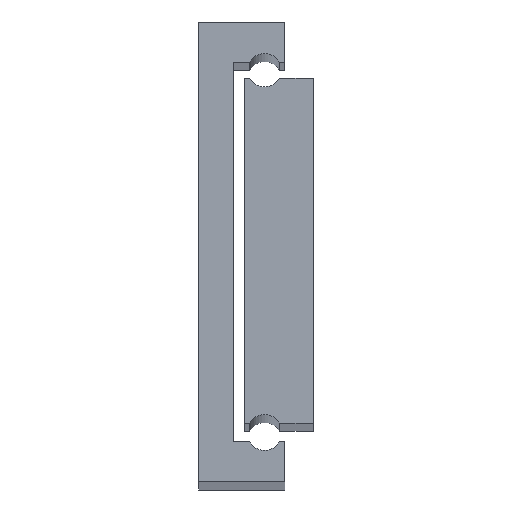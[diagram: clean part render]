
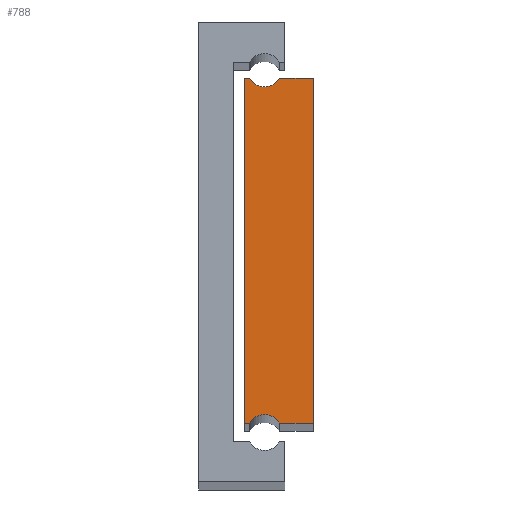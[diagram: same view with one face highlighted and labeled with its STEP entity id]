
A CAD part, top view. The second image highlights one B-rep face of the part: STEP entity #788.
In plain terms, the highlighted planar face has unit normal (0, 0, 1).
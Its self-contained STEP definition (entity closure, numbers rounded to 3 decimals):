
#4 = CARTESIAN_POINT ( 'NONE',  ( -4.071, 18.924, 400. ) ) ;
#128 = DIRECTION ( 'NONE',  ( 1., 0., 0. ) ) ;
#141 = CARTESIAN_POINT ( 'NONE',  ( 7.929, 78.924, 400. ) ) ;
#150 = DIRECTION ( 'NONE',  ( 1., 0., 0. ) ) ;
#245 = DIRECTION ( 'NONE',  ( 1., 0., 0. ) ) ;
#307 = CARTESIAN_POINT ( 'NONE',  ( 2.027, 78.924, 400. ) ) ;
#447 = VERTEX_POINT ( 'NONE', #1264 ) ;
#520 = VECTOR ( 'NONE', #1398, 1000. ) ;
#527 = CARTESIAN_POINT ( 'NONE',  ( 7.929, 18.924, 400. ) ) ;
#584 = ORIENTED_EDGE ( 'NONE', *, *, #1021, .T. ) ;
#648 = CARTESIAN_POINT ( 'NONE',  ( -0.571, 17.424, 400. ) ) ;
#663 = DIRECTION ( 'NONE',  ( -1., 0., 0. ) ) ;
#775 = VERTEX_POINT ( 'NONE', #2736 ) ;
#788 = ADVANCED_FACE ( 'NONE', ( #1509 ), #1968, .F. ) ;
#801 = AXIS2_PLACEMENT_3D ( 'NONE', #1212, #1444, #245 ) ;
#841 = CARTESIAN_POINT ( 'NONE',  ( -4.071, 78.924, 400. ) ) ;
#858 = VECTOR ( 'NONE', #2974, 1000. ) ;
#908 = EDGE_LOOP ( 'NONE', ( #2814, #2528, #2951, #2082, #1504, #2876, #584, #1960 ) ) ;
#929 = VECTOR ( 'NONE', #128, 1000. ) ;
#978 = CARTESIAN_POINT ( 'NONE',  ( -3.169, 78.924, 400. ) ) ;
#1014 = VERTEX_POINT ( 'NONE', #2898 ) ;
#1021 = EDGE_CURVE ( 'NONE', #2213, #775, #2175, .T. ) ;
#1074 = VECTOR ( 'NONE', #150, 1000. ) ;
#1212 = CARTESIAN_POINT ( 'NONE',  ( -0.571, 80.424, 400. ) ) ;
#1264 = CARTESIAN_POINT ( 'NONE',  ( 2.027, 18.924, 400. ) ) ;
#1274 = VECTOR ( 'NONE', #2625, 1000. ) ;
#1396 = VERTEX_POINT ( 'NONE', #2808 ) ;
#1398 = DIRECTION ( 'NONE',  ( -1., 0., 0. ) ) ;
#1421 = DIRECTION ( 'NONE',  ( 0., -1., 0. ) ) ;
#1441 = CARTESIAN_POINT ( 'NONE',  ( -4.071, 78.924, 400. ) ) ;
#1444 = DIRECTION ( 'NONE',  ( 0., 0., -1. ) ) ;
#1504 = ORIENTED_EDGE ( 'NONE', *, *, #1698, .T. ) ;
#1509 = FACE_OUTER_BOUND ( 'NONE', #908, .T. ) ;
#1582 = CIRCLE ( 'NONE', #3047, 3. ) ;
#1622 = CARTESIAN_POINT ( 'NONE',  ( 7.929, 78.924, 400. ) ) ;
#1698 = EDGE_CURVE ( 'NONE', #1396, #1874, #1806, .T. ) ;
#1767 = EDGE_CURVE ( 'NONE', #1874, #2213, #2536, .T. ) ;
#1806 = LINE ( 'NONE', #527, #858 ) ;
#1817 = AXIS2_PLACEMENT_3D ( 'NONE', #2196, #2706, #2502 ) ;
#1860 = EDGE_CURVE ( 'NONE', #1014, #447, #1582, .T. ) ;
#1874 = VERTEX_POINT ( 'NONE', #1622 ) ;
#1960 = ORIENTED_EDGE ( 'NONE', *, *, #2463, .T. ) ;
#1968 = PLANE ( 'NONE',  #1817 ) ;
#2082 = ORIENTED_EDGE ( 'NONE', *, *, #2347, .T. ) ;
#2175 = CIRCLE ( 'NONE', #801, 3. ) ;
#2196 = CARTESIAN_POINT ( 'NONE',  ( -0.571, 17.424, 400. ) ) ;
#2213 = VERTEX_POINT ( 'NONE', #307 ) ;
#2282 = CARTESIAN_POINT ( 'NONE',  ( -4.071, 18.924, 400. ) ) ;
#2309 = CARTESIAN_POINT ( 'NONE',  ( 2.027, 18.924, 400. ) ) ;
#2346 = VECTOR ( 'NONE', #1421, 1000. ) ;
#2347 = EDGE_CURVE ( 'NONE', #447, #1396, #2784, .T. ) ;
#2367 = VERTEX_POINT ( 'NONE', #4 ) ;
#2463 = EDGE_CURVE ( 'NONE', #775, #2742, #2851, .T. ) ;
#2502 = DIRECTION ( 'NONE',  ( -1., 0., 0. ) ) ;
#2528 = ORIENTED_EDGE ( 'NONE', *, *, #3066, .T. ) ;
#2536 = LINE ( 'NONE', #141, #520 ) ;
#2625 = DIRECTION ( 'NONE',  ( -1., 0., 0. ) ) ;
#2706 = DIRECTION ( 'NONE',  ( 0., 0., -1. ) ) ;
#2736 = CARTESIAN_POINT ( 'NONE',  ( -3.169, 78.924, 400. ) ) ;
#2742 = VERTEX_POINT ( 'NONE', #841 ) ;
#2784 = LINE ( 'NONE', #2309, #1074 ) ;
#2808 = CARTESIAN_POINT ( 'NONE',  ( 7.929, 18.924, 400. ) ) ;
#2814 = ORIENTED_EDGE ( 'NONE', *, *, #2893, .T. ) ;
#2851 = LINE ( 'NONE', #978, #1274 ) ;
#2876 = ORIENTED_EDGE ( 'NONE', *, *, #1767, .T. ) ;
#2893 = EDGE_CURVE ( 'NONE', #2742, #2367, #3079, .T. ) ;
#2898 = CARTESIAN_POINT ( 'NONE',  ( -3.169, 18.924, 400. ) ) ;
#2937 = LINE ( 'NONE', #2282, #929 ) ;
#2951 = ORIENTED_EDGE ( 'NONE', *, *, #1860, .T. ) ;
#2974 = DIRECTION ( 'NONE',  ( 0., 1., 0. ) ) ;
#3029 = DIRECTION ( 'NONE',  ( 0., 0., -1. ) ) ;
#3047 = AXIS2_PLACEMENT_3D ( 'NONE', #648, #3029, #663 ) ;
#3066 = EDGE_CURVE ( 'NONE', #2367, #1014, #2937, .T. ) ;
#3079 = LINE ( 'NONE', #1441, #2346 ) ;
